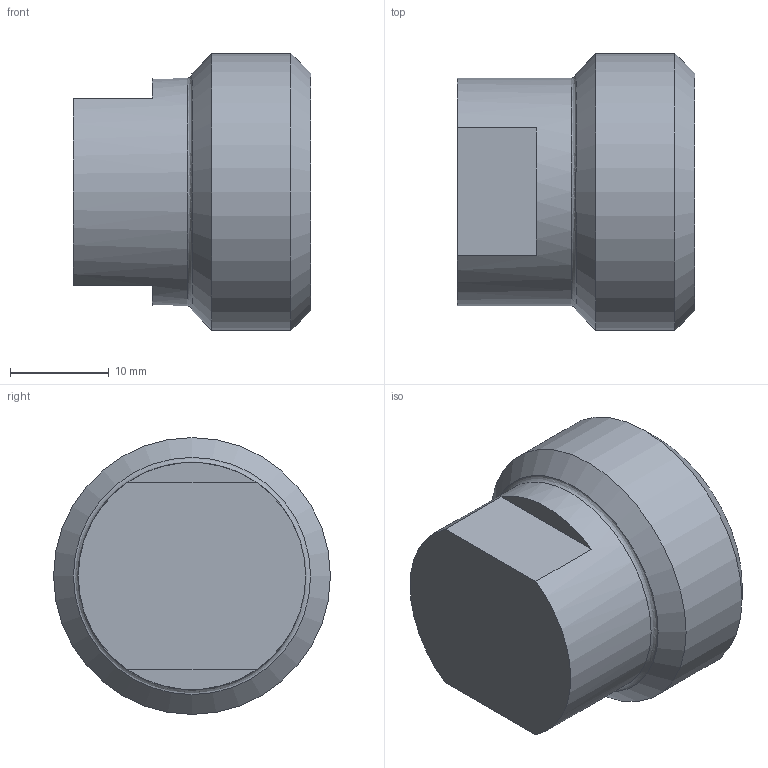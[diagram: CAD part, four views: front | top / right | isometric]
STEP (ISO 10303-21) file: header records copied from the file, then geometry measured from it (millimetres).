
FILE_DESCRIPTION((''),'2;1');
FILE_NAME('10123010X000.stp','2010-09-03T07:49:16',('thilbrands'),(''),'Autodesk Inventor 2008','Autodesk Inventor 2008','');
FILE_SCHEMA(('AUTOMOTIVE_DESIGN { 1 0 10303 214 1 1 1 1 }'));
Length unit declared in the file: millimetre
Products named in the file (1): 10123010X300
Bounding box: 24 x 28 x 28 mm (x, y, z)
Volume: 10282.8 mm3; surface area: 3167.6 mm2
Topology: 1 solids, 1 shells, 19 faces, 38 edges, 23 vertices
Faces by surface type: plane 8, cone 3, bspline 3, cylinder 3, torus 2
Full cylindrical faces by diameter (mm): 22 x1, 23 x1, 28 x1
Entity records: 566 total; most frequent: CARTESIAN_POINT 198, DIRECTION 76, ORIENTED_EDGE 50, AXIS2_PLACEMENT_3D 34, EDGE_LOOP 32, EDGE_CURVE 25, VERTEX_POINT 21, FACE_OUTER_BOUND 19
